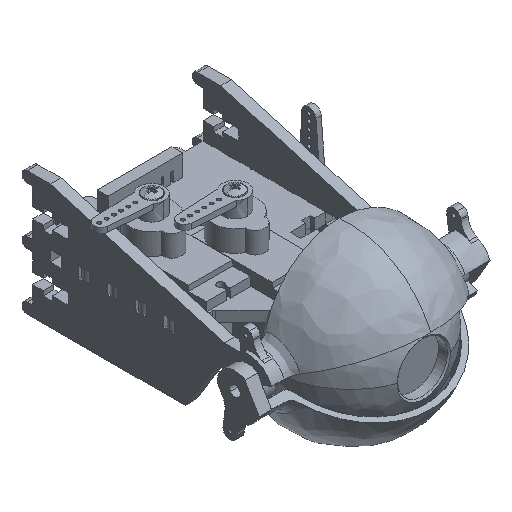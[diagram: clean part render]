
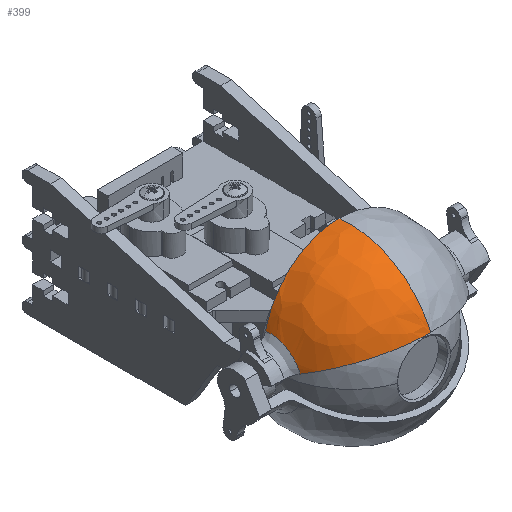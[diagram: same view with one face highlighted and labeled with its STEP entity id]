
A CAD part, isometric view. The second image highlights one B-rep face of the part: STEP entity #399.
In plain terms, the highlighted free-form (B-spline) face has degree [2, 2] with [9, 5] control points.
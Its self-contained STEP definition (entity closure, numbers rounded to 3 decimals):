
#399=ADVANCED_FACE('',(#1295),#14891,.T.);
#1295=FACE_OUTER_BOUND('',#2199,.T.);
#2199=EDGE_LOOP('',(#3463,#3464,#3465,#3466));
#3463=ORIENTED_EDGE('',*,*,#8249,.T.);
#3464=ORIENTED_EDGE('',*,*,#8187,.T.);
#3465=ORIENTED_EDGE('',*,*,#8189,.F.);
#3466=ORIENTED_EDGE('',*,*,#8259,.T.);
#8187=EDGE_CURVE('',#13007,#13005,#11639,.T.);
#8189=EDGE_CURVE('',#13010,#13005,#11641,.T.);
#8249=EDGE_CURVE('',#13006,#13007,#11671,.T.);
#8259=EDGE_CURVE('',#13010,#13006,#11678,.T.);
#11639=(
BOUNDED_CURVE()
B_SPLINE_CURVE(2,(#18556,#18557,#18558),.UNSPECIFIED.,.F.,.F.)
B_SPLINE_CURVE_WITH_KNOTS((3,3),(-57.973,-28.983),
 .UNSPECIFIED.)
CURVE()
GEOMETRIC_REPRESENTATION_ITEM()
RATIONAL_B_SPLINE_CURVE((1.,0.83,1.))
REPRESENTATION_ITEM('')
);
#11641=(
BOUNDED_CURVE()
B_SPLINE_CURVE(2,(#18562,#18563,#18564),.UNSPECIFIED.,.F.,.F.)
B_SPLINE_CURVE_WITH_KNOTS((3,3),(44.899,76.969),
 .UNSPECIFIED.)
CURVE()
GEOMETRIC_REPRESENTATION_ITEM()
RATIONAL_B_SPLINE_CURVE((1.,0.793,1.))
REPRESENTATION_ITEM('')
);
#11671=(
BOUNDED_CURVE()
B_SPLINE_CURVE(2,(#18732,#18733,#18734),.UNSPECIFIED.,.F.,.F.)
B_SPLINE_CURVE_WITH_KNOTS((3,3),(0.,12.119),.UNSPECIFIED.)
CURVE()
GEOMETRIC_REPRESENTATION_ITEM()
RATIONAL_B_SPLINE_CURVE((1.,0.793,1.))
REPRESENTATION_ITEM('')
);
#11678=(
BOUNDED_CURVE()
B_SPLINE_CURVE(2,(#18765,#18766,#18767,#18768,#18769),.UNSPECIFIED.,.F.,
 .F.)
B_SPLINE_CURVE_WITH_KNOTS((3,2,3),(28.982,28.986,57.973),
 .UNSPECIFIED.)
CURVE()
GEOMETRIC_REPRESENTATION_ITEM()
RATIONAL_B_SPLINE_CURVE((1.,1.,1.,0.83,1.))
REPRESENTATION_ITEM('')
);
#13005=VERTEX_POINT('',#18466);
#13006=VERTEX_POINT('',#18467);
#13007=VERTEX_POINT('',#18468);
#13010=VERTEX_POINT('',#18471);
#14891=(
BOUNDED_SURFACE()
B_SPLINE_SURFACE(2,2,((#17593,#17594,#17595,#17596,#17597),(#17598,#17599,
#17600,#17601,#17602),(#17603,#17604,#17605,#17606,#17607),(#17608,#17609,
#17610,#17611,#17612),(#17613,#17614,#17615,#17616,#17617),(#17618,#17619,
#17620,#17621,#17622),(#17623,#17624,#17625,#17626,#17627),(#17628,#17629,
#17630,#17631,#17632),(#17633,#17634,#17635,#17636,#17637)),
 .UNSPECIFIED.,.T.,.F.,.F.)
B_SPLINE_SURFACE_WITH_KNOTS((3,2,2,2,3),(3,2,3),(0.,38.485,76.969,
115.454,153.938),(0.,38.485,76.969),
 .UNSPECIFIED.)
GEOMETRIC_REPRESENTATION_ITEM()
RATIONAL_B_SPLINE_SURFACE(((1.,0.707,1.,0.707,1.),
(0.707,0.5,0.707,0.5,0.707),(1.,0.707,
1.,0.707,1.),(0.707,0.5,0.707,0.5,0.707),
(1.,0.707,1.,0.707,1.),(0.707,0.5,0.707,
0.5,0.707),(1.,0.707,1.,0.707,1.),(0.707,
0.5,0.707,0.5,0.707),(1.,0.707,1.,0.707,
1.)))
REPRESENTATION_ITEM('')
SURFACE()
);
#17593=CARTESIAN_POINT('',(0.,-29.365,-9.376));
#17594=CARTESIAN_POINT('',(0.,-19.989,13.259));
#17595=CARTESIAN_POINT('',(0.,-42.624,22.635));
#17596=CARTESIAN_POINT('',(0.,-65.259,32.011));
#17597=CARTESIAN_POINT('',(0.,-74.635,9.376));
#17598=CARTESIAN_POINT('',(0.,-29.365,-9.376));
#17599=CARTESIAN_POINT('',(-24.5,-19.989,13.259));
#17600=CARTESIAN_POINT('',(-24.5,-42.624,22.635));
#17601=CARTESIAN_POINT('',(-24.5,-65.259,32.011));
#17602=CARTESIAN_POINT('',(0.,-74.635,9.376));
#17603=CARTESIAN_POINT('',(0.,-29.365,-9.376));
#17604=CARTESIAN_POINT('',(-24.5,-29.365,-9.376));
#17605=CARTESIAN_POINT('',(-24.5,-52.,0.));
#17606=CARTESIAN_POINT('',(-24.5,-74.635,9.376));
#17607=CARTESIAN_POINT('',(0.,-74.635,9.376));
#17608=CARTESIAN_POINT('',(0.,-29.365,-9.376));
#17609=CARTESIAN_POINT('',(-24.5,-38.741,-32.011));
#17610=CARTESIAN_POINT('',(-24.5,-61.376,-22.635));
#17611=CARTESIAN_POINT('',(-24.5,-84.011,-13.259));
#17612=CARTESIAN_POINT('',(0.,-74.635,9.376));
#17613=CARTESIAN_POINT('',(0.,-29.365,-9.376));
#17614=CARTESIAN_POINT('',(0.,-38.741,-32.011));
#17615=CARTESIAN_POINT('',(0.,-61.376,-22.635));
#17616=CARTESIAN_POINT('',(0.,-84.011,-13.259));
#17617=CARTESIAN_POINT('',(0.,-74.635,9.376));
#17618=CARTESIAN_POINT('',(0.,-29.365,-9.376));
#17619=CARTESIAN_POINT('',(24.5,-38.741,-32.011));
#17620=CARTESIAN_POINT('',(24.5,-61.376,-22.635));
#17621=CARTESIAN_POINT('',(24.5,-84.011,-13.259));
#17622=CARTESIAN_POINT('',(0.,-74.635,9.376));
#17623=CARTESIAN_POINT('',(0.,-29.365,-9.376));
#17624=CARTESIAN_POINT('',(24.5,-29.365,-9.376));
#17625=CARTESIAN_POINT('',(24.5,-52.,0.));
#17626=CARTESIAN_POINT('',(24.5,-74.635,9.376));
#17627=CARTESIAN_POINT('',(0.,-74.635,9.376));
#17628=CARTESIAN_POINT('',(0.,-29.365,-9.376));
#17629=CARTESIAN_POINT('',(24.5,-19.989,13.259));
#17630=CARTESIAN_POINT('',(24.5,-42.624,22.635));
#17631=CARTESIAN_POINT('',(24.5,-65.259,32.011));
#17632=CARTESIAN_POINT('',(0.,-74.635,9.376));
#17633=CARTESIAN_POINT('',(0.,-29.365,-9.376));
#17634=CARTESIAN_POINT('',(0.,-19.989,13.259));
#17635=CARTESIAN_POINT('',(0.,-42.624,22.635));
#17636=CARTESIAN_POINT('',(0.,-65.259,32.011));
#17637=CARTESIAN_POINT('',(0.,-74.635,9.376));
#18466=CARTESIAN_POINT('',(0.,-74.635,9.376));
#18467=CARTESIAN_POINT('',(-22.683,-50.792,9.179));
#18468=CARTESIAN_POINT('',(-22.683,-60.554,3.543));
#18471=CARTESIAN_POINT('',(0.,-48.802,24.29));
#18556=CARTESIAN_POINT('',(-22.683,-60.554,3.543));
#18557=CARTESIAN_POINT('',(-16.462,-74.635,9.376));
#18558=CARTESIAN_POINT('',(0.,-74.635,9.376));
#18562=CARTESIAN_POINT('',(0.,-48.802,24.29));
#18563=CARTESIAN_POINT('',(0.,-67.441,26.744));
#18564=CARTESIAN_POINT('',(0.,-74.635,9.376));
#18732=CARTESIAN_POINT('',(-22.683,-50.792,9.179));
#18733=CARTESIAN_POINT('',(-22.683,-57.835,10.106));
#18734=CARTESIAN_POINT('',(-22.683,-60.554,3.543));
#18765=CARTESIAN_POINT('',(0.,-48.802,24.29));
#18766=CARTESIAN_POINT('',(-0.002,-48.802,24.29));
#18767=CARTESIAN_POINT('',(-0.004,-48.802,24.29));
#18768=CARTESIAN_POINT('',(-16.463,-48.802,24.288));
#18769=CARTESIAN_POINT('',(-22.683,-50.792,9.179));
